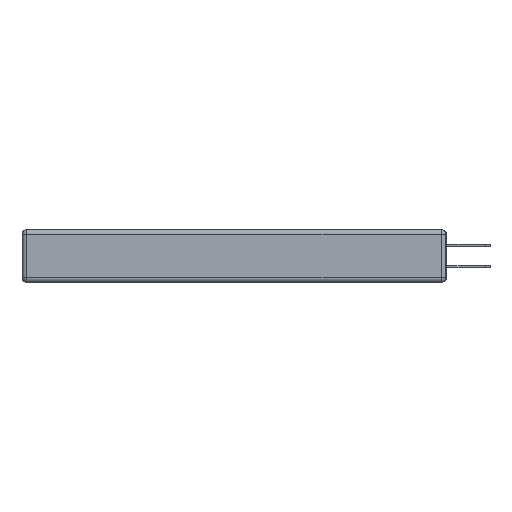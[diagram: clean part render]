
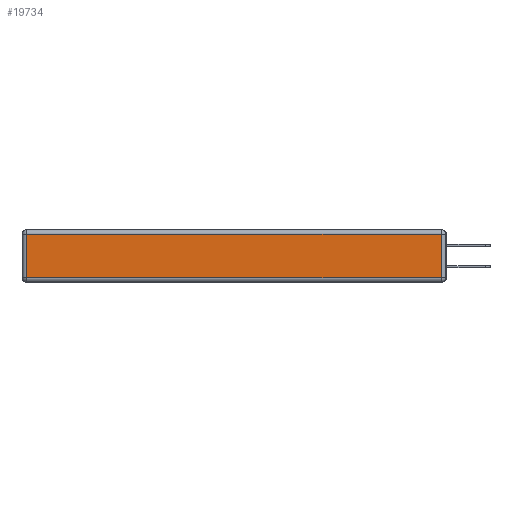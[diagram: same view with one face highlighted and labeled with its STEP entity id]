
A CAD part, left-side view. The second image highlights one B-rep face of the part: STEP entity #19734.
In plain terms, the highlighted planar face has unit normal (-1, 0, 0).
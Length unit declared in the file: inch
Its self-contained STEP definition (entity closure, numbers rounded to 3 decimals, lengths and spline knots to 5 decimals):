
#157 = FACE_OUTER_BOUND ( 'NONE', #18997, .T. ) ;
#946 = DIRECTION ( 'NONE',  ( 0., 1., 0. ) ) ;
#1330 = DIRECTION ( 'NONE',  ( 0., 0., -1. ) ) ;
#1360 = DIRECTION ( 'NONE',  ( 0., 0., 1. ) ) ;
#2204 = LINE ( 'NONE', #6473, #19276 ) ;
#2325 = AXIS2_PLACEMENT_3D ( 'NONE', #7622, #15934, #2799 ) ;
#2799 = DIRECTION ( 'NONE',  ( 0., 0., 1. ) ) ;
#4735 = ORIENTED_EDGE ( 'NONE', *, *, #11638, .T. ) ;
#6235 = CARTESIAN_POINT ( 'NONE',  ( 0., 0.03, -0.03 ) ) ;
#6473 = CARTESIAN_POINT ( 'NONE',  ( 0., 0.03, -0.343 ) ) ;
#7049 = DIRECTION ( 'NONE',  ( 0., -1., 0. ) ) ;
#7117 = EDGE_CURVE ( 'NONE', #9747, #15031, #19150, .T. ) ;
#7242 = ORIENTED_EDGE ( 'NONE', *, *, #13218, .T. ) ;
#7468 = VECTOR ( 'NONE', #1330, 39.37008 ) ;
#7622 = CARTESIAN_POINT ( 'NONE',  ( 0., 0., -0.343 ) ) ;
#9356 = LINE ( 'NONE', #20425, #16601 ) ;
#9747 = VERTEX_POINT ( 'NONE', #6235 ) ;
#10047 = ORIENTED_EDGE ( 'NONE', *, *, #19502, .T. ) ;
#10603 = VECTOR ( 'NONE', #946, 39.37008 ) ;
#10934 = CARTESIAN_POINT ( 'NONE',  ( 0., 2.72, -0.313 ) ) ;
#11638 = EDGE_CURVE ( 'NONE', #12437, #13923, #9356, .T. ) ;
#12437 = VERTEX_POINT ( 'NONE', #10934 ) ;
#13218 = EDGE_CURVE ( 'NONE', #15031, #12437, #14474, .T. ) ;
#13923 = VERTEX_POINT ( 'NONE', #17474 ) ;
#14474 = LINE ( 'NONE', #16382, #7468 ) ;
#15031 = VERTEX_POINT ( 'NONE', #19377 ) ;
#15373 = ORIENTED_EDGE ( 'NONE', *, *, #7117, .T. ) ;
#15934 = DIRECTION ( 'NONE',  ( -1., 0., 0. ) ) ;
#16382 = CARTESIAN_POINT ( 'NONE',  ( 0., 2.72, -0.343 ) ) ;
#16601 = VECTOR ( 'NONE', #7049, 39.37008 ) ;
#17369 = CARTESIAN_POINT ( 'NONE',  ( 0., 2.75, -0.03 ) ) ;
#17474 = CARTESIAN_POINT ( 'NONE',  ( 0., 0.03, -0.313 ) ) ;
#18997 = EDGE_LOOP ( 'NONE', ( #4735, #10047, #15373, #7242 ) ) ;
#19150 = LINE ( 'NONE', #17369, #10603 ) ;
#19276 = VECTOR ( 'NONE', #1360, 39.37008 ) ;
#19375 = PLANE ( 'NONE',  #2325 ) ;
#19377 = CARTESIAN_POINT ( 'NONE',  ( 0., 2.72, -0.03 ) ) ;
#19502 = EDGE_CURVE ( 'NONE', #13923, #9747, #2204, .T. ) ;
#19734 = ADVANCED_FACE ( 'NONE', ( #157 ), #19375, .T. ) ;
#20425 = CARTESIAN_POINT ( 'NONE',  ( 0., 0., -0.313 ) ) ;
